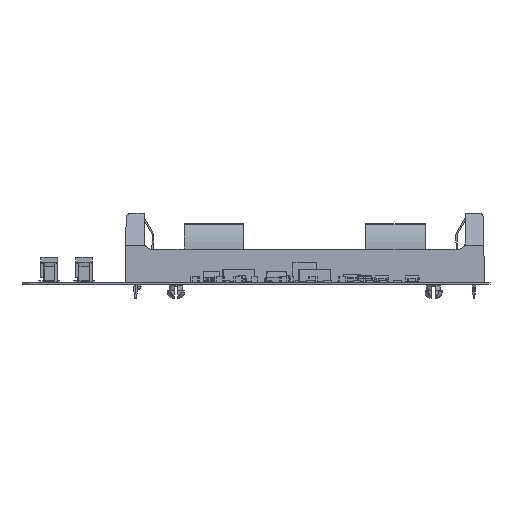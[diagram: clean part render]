
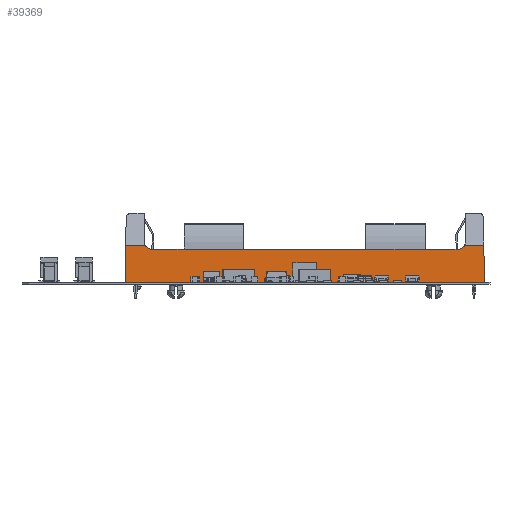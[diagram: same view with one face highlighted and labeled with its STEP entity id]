
A CAD part, left-side view. The second image highlights one B-rep face of the part: STEP entity #39369.
In plain terms, the highlighted face is planar.
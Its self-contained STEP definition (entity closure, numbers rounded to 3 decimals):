
#33699 = VERTEX_POINT('',#33700);
#33700 = CARTESIAN_POINT('',(10.325,25.806,7.112));
#33708 = EDGE_CURVE('',#33699,#33709,#33711,.T.);
#33709 = VERTEX_POINT('',#33710);
#33710 = CARTESIAN_POINT('',(10.325,32.868,7.112));
#33711 = LINE('',#33712,#33713);
#33712 = CARTESIAN_POINT('',(10.325,-34.442,7.112));
#33713 = VECTOR('',#33714,1.);
#33714 = DIRECTION('',(0.,1.,0.));
#33800 = EDGE_CURVE('',#33801,#33803,#33805,.T.);
#33801 = VERTEX_POINT('',#33802);
#33802 = CARTESIAN_POINT('',(10.325,-13.157,7.112));
#33803 = VERTEX_POINT('',#33804);
#33804 = CARTESIAN_POINT('',(10.325,13.106,7.112));
#33805 = LINE('',#33806,#33807);
#33806 = CARTESIAN_POINT('',(10.325,-34.442,7.112));
#33807 = VECTOR('',#33808,1.);
#33808 = DIRECTION('',(0.,1.,0.));
#33842 = VERTEX_POINT('',#33843);
#33843 = CARTESIAN_POINT('',(10.325,38.527,0.)
  );
#33849 = EDGE_CURVE('',#33850,#33842,#33852,.T.);
#33850 = VERTEX_POINT('',#33851);
#33851 = CARTESIAN_POINT('',(10.325,2.54,0.));
#33852 = LINE('',#33853,#33854);
#33853 = CARTESIAN_POINT('',(10.325,-38.557,0.));
#33854 = VECTOR('',#33855,1.);
#33855 = DIRECTION('',(0.,1.,0.));
#33874 = VERTEX_POINT('',#33875);
#33875 = CARTESIAN_POINT('',(10.325,-2.54,0.));
#33881 = EDGE_CURVE('',#33882,#33874,#33884,.T.);
#33882 = VERTEX_POINT('',#33883);
#33883 = CARTESIAN_POINT('',(10.325,-38.527,
    0.));
#33884 = LINE('',#33885,#33886);
#33885 = CARTESIAN_POINT('',(10.325,-38.557,0.));
#33886 = VECTOR('',#33887,1.);
#33887 = DIRECTION('',(0.,1.,0.));
#39369 = ADVANCED_FACE('',(#39370),#39466,.F.);
#39370 = FACE_BOUND('',#39371,.T.);
#39371 = EDGE_LOOP('',(#39372,#39373,#39381,#39389,#39396,#39397,#39403,
    #39404,#39412,#39420,#39429,#39437,#39443,#39444,#39452,#39460));
#39372 = ORIENTED_EDGE('',*,*,#33849,.T.);
#39373 = ORIENTED_EDGE('',*,*,#39374,.T.);
#39374 = EDGE_CURVE('',#33842,#39375,#39377,.T.);
#39375 = VERTEX_POINT('',#39376);
#39376 = CARTESIAN_POINT('',(10.325,38.387,8.001));
#39377 = LINE('',#39378,#39379);
#39378 = CARTESIAN_POINT('',(10.325,38.268,14.859));
#39379 = VECTOR('',#39380,1.);
#39380 = DIRECTION('',(0.,-0.017,1.));
#39381 = ORIENTED_EDGE('',*,*,#39382,.T.);
#39382 = EDGE_CURVE('',#39375,#39383,#39385,.T.);
#39383 = VERTEX_POINT('',#39384);
#39384 = CARTESIAN_POINT('',(10.325,34.285,8.001));
#39385 = LINE('',#39386,#39387);
#39386 = CARTESIAN_POINT('',(10.325,38.557,8.001));
#39387 = VECTOR('',#39388,1.);
#39388 = DIRECTION('',(0.,-1.,0.));
#39389 = ORIENTED_EDGE('',*,*,#39390,.T.);
#39390 = EDGE_CURVE('',#39383,#33709,#39391,.T.);
#39391 = CIRCLE('',#39392,1.575);
#39392 = AXIS2_PLACEMENT_3D('',#39393,#39394,#39395);
#39393 = CARTESIAN_POINT('',(10.325,32.868,8.687));
#39394 = DIRECTION('',(-1.,0.,0.));
#39395 = DIRECTION('',(0.,-1.,0.));
#39396 = ORIENTED_EDGE('',*,*,#33708,.F.);
#39397 = ORIENTED_EDGE('',*,*,#39398,.F.);
#39398 = EDGE_CURVE('',#33803,#33699,#39399,.T.);
#39399 = LINE('',#39400,#39401);
#39400 = CARTESIAN_POINT('',(10.325,13.106,7.112));
#39401 = VECTOR('',#39402,1.);
#39402 = DIRECTION('',(0.,1.,0.));
#39403 = ORIENTED_EDGE('',*,*,#33800,.F.);
#39404 = ORIENTED_EDGE('',*,*,#39405,.T.);
#39405 = EDGE_CURVE('',#33801,#39406,#39408,.T.);
#39406 = VERTEX_POINT('',#39407);
#39407 = CARTESIAN_POINT('',(10.325,-25.857,7.112));
#39408 = LINE('',#39409,#39410);
#39409 = CARTESIAN_POINT('',(10.325,-13.157,7.112));
#39410 = VECTOR('',#39411,1.);
#39411 = DIRECTION('',(0.,-1.,0.));
#39412 = ORIENTED_EDGE('',*,*,#39413,.F.);
#39413 = EDGE_CURVE('',#39414,#39406,#39416,.T.);
#39414 = VERTEX_POINT('',#39415);
#39415 = CARTESIAN_POINT('',(10.325,-32.868,7.112));
#39416 = LINE('',#39417,#39418);
#39417 = CARTESIAN_POINT('',(10.325,-34.442,7.112));
#39418 = VECTOR('',#39419,1.);
#39419 = DIRECTION('',(0.,1.,0.));
#39420 = ORIENTED_EDGE('',*,*,#39421,.T.);
#39421 = EDGE_CURVE('',#39414,#39422,#39424,.T.);
#39422 = VERTEX_POINT('',#39423);
#39423 = CARTESIAN_POINT('',(10.325,-34.285,8.001));
#39424 = CIRCLE('',#39425,1.575);
#39425 = AXIS2_PLACEMENT_3D('',#39426,#39427,#39428);
#39426 = CARTESIAN_POINT('',(10.325,-32.868,8.687));
#39427 = DIRECTION('',(-1.,0.,0.));
#39428 = DIRECTION('',(0.,-1.,0.));
#39429 = ORIENTED_EDGE('',*,*,#39430,.F.);
#39430 = EDGE_CURVE('',#39431,#39422,#39433,.T.);
#39431 = VERTEX_POINT('',#39432);
#39432 = CARTESIAN_POINT('',(10.325,-38.387,8.001));
#39433 = LINE('',#39434,#39435);
#39434 = CARTESIAN_POINT('',(10.325,-38.557,8.001));
#39435 = VECTOR('',#39436,1.);
#39436 = DIRECTION('',(0.,1.,0.));
#39437 = ORIENTED_EDGE('',*,*,#39438,.T.);
#39438 = EDGE_CURVE('',#39431,#33882,#39439,.T.);
#39439 = LINE('',#39440,#39441);
#39440 = CARTESIAN_POINT('',(10.325,-38.557,-1.727));
#39441 = VECTOR('',#39442,1.);
#39442 = DIRECTION('',(0.,-0.017,-1.));
#39443 = ORIENTED_EDGE('',*,*,#33881,.T.);
#39444 = ORIENTED_EDGE('',*,*,#39445,.F.);
#39445 = EDGE_CURVE('',#39446,#33874,#39448,.T.);
#39446 = VERTEX_POINT('',#39447);
#39447 = CARTESIAN_POINT('',(10.325,-2.54,4.191));
#39448 = LINE('',#39449,#39450);
#39449 = CARTESIAN_POINT('',(10.325,-2.54,4.191));
#39450 = VECTOR('',#39451,1.);
#39451 = DIRECTION('',(0.,0.,-1.));
#39452 = ORIENTED_EDGE('',*,*,#39453,.F.);
#39453 = EDGE_CURVE('',#39454,#39446,#39456,.T.);
#39454 = VERTEX_POINT('',#39455);
#39455 = CARTESIAN_POINT('',(10.325,2.54,4.191));
#39456 = LINE('',#39457,#39458);
#39457 = CARTESIAN_POINT('',(10.325,2.54,4.191));
#39458 = VECTOR('',#39459,1.);
#39459 = DIRECTION('',(0.,-1.,0.));
#39460 = ORIENTED_EDGE('',*,*,#39461,.T.);
#39461 = EDGE_CURVE('',#39454,#33850,#39462,.T.);
#39462 = LINE('',#39463,#39464);
#39463 = CARTESIAN_POINT('',(10.325,2.54,4.191));
#39464 = VECTOR('',#39465,1.);
#39465 = DIRECTION('',(0.,0.,-1.));
#39466 = PLANE('',#39467);
#39467 = AXIS2_PLACEMENT_3D('',#39468,#39469,#39470);
#39468 = CARTESIAN_POINT('',(10.325,-38.557,0.));
#39469 = DIRECTION('',(-1.,0.,0.));
#39470 = DIRECTION('',(0.,-1.,0.));
